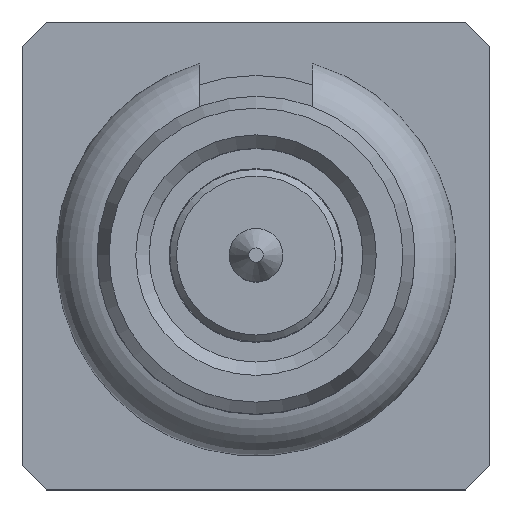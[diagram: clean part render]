
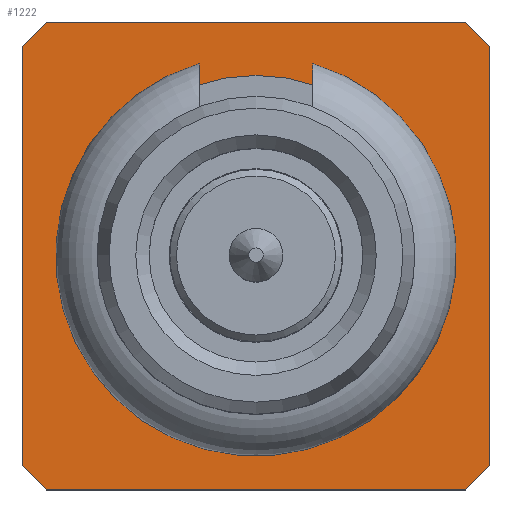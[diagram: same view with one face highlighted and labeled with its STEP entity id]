
A CAD part, top view. The second image highlights one B-rep face of the part: STEP entity #1222.
In plain terms, the highlighted planar face has unit normal (0, 0, 1).
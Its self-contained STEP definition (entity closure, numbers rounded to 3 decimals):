
#50=LINE('',#1682,#126);
#54=LINE('',#1690,#130);
#56=LINE('',#1696,#132);
#57=LINE('',#1698,#133);
#58=LINE('',#1700,#134);
#59=LINE('',#1701,#135);
#60=LINE('',#1703,#136);
#61=LINE('',#1705,#137);
#126=VECTOR('',#1416,1000.);
#130=VECTOR('',#1422,1000.);
#132=VECTOR('',#1428,1000.);
#133=VECTOR('',#1429,1000.);
#134=VECTOR('',#1430,1000.);
#135=VECTOR('',#1431,1000.);
#136=VECTOR('',#1432,1000.);
#137=VECTOR('',#1433,1000.);
#237=ORIENTED_EDGE('',*,*,#444,.T.);
#238=ORIENTED_EDGE('',*,*,#442,.F.);
#239=ORIENTED_EDGE('',*,*,#445,.T.);
#240=ORIENTED_EDGE('',*,*,#446,.T.);
#241=ORIENTED_EDGE('',*,*,#447,.T.);
#242=ORIENTED_EDGE('',*,*,#438,.T.);
#243=ORIENTED_EDGE('',*,*,#448,.T.);
#244=ORIENTED_EDGE('',*,*,#449,.F.);
#245=ORIENTED_EDGE('',*,*,#450,.T.);
#438=EDGE_CURVE('',#545,#546,#50,.T.);
#442=EDGE_CURVE('',#547,#548,#54,.T.);
#444=EDGE_CURVE('',#549,#549,#600,.T.);
#445=EDGE_CURVE('',#547,#550,#56,.T.);
#446=EDGE_CURVE('',#550,#551,#57,.T.);
#447=EDGE_CURVE('',#551,#545,#58,.T.);
#448=EDGE_CURVE('',#546,#552,#59,.F.);
#449=EDGE_CURVE('',#553,#552,#60,.T.);
#450=EDGE_CURVE('',#553,#548,#61,.F.);
#545=VERTEX_POINT('',#1683);
#546=VERTEX_POINT('',#1684);
#547=VERTEX_POINT('',#1689);
#548=VERTEX_POINT('',#1691);
#549=VERTEX_POINT('',#1695);
#550=VERTEX_POINT('',#1697);
#551=VERTEX_POINT('',#1699);
#552=VERTEX_POINT('',#1702);
#553=VERTEX_POINT('',#1704);
#600=CIRCLE('',#1294,1.35);
#639=EDGE_LOOP('',(#237));
#640=EDGE_LOOP('',(#238,#239,#240,#241,#242,#243,#244,#245));
#725=FACE_BOUND('',#639,.T.);
#726=FACE_BOUND('',#640,.T.);
#799=PLANE('',#1293);
#1222=ADVANCED_FACE('',(#725,#726),#799,.T.);
#1293=AXIS2_PLACEMENT_3D('',#1693,#1424,#1425);
#1294=AXIS2_PLACEMENT_3D('',#1694,#1426,#1427);
#1416=DIRECTION('',(0.,1.,0.));
#1422=DIRECTION('',(0.,1.,0.));
#1424=DIRECTION('',(0.,0.,1.));
#1425=DIRECTION('',(1.,0.,0.));
#1426=DIRECTION('',(0.,0.,-1.));
#1427=DIRECTION('',(0.,1.,0.));
#1428=DIRECTION('',(0.707,-0.707,0.));
#1429=DIRECTION('',(1.,0.,0.));
#1430=DIRECTION('',(0.707,0.707,0.));
#1431=DIRECTION('',(0.707,-0.707,0.));
#1432=DIRECTION('',(1.,0.,0.));
#1433=DIRECTION('',(0.707,0.707,0.));
#1682=CARTESIAN_POINT('',(1.75,-1.75,0.85));
#1683=CARTESIAN_POINT('',(1.75,-1.57,0.85));
#1684=CARTESIAN_POINT('',(1.75,1.57,0.85));
#1689=CARTESIAN_POINT('',(-1.75,-1.57,0.85));
#1690=CARTESIAN_POINT('',(-1.75,-1.75,0.85));
#1691=CARTESIAN_POINT('',(-1.75,1.57,0.85));
#1693=CARTESIAN_POINT('',(-1.75,-1.75,0.85));
#1694=CARTESIAN_POINT('',(0.,0.,0.85));
#1695=CARTESIAN_POINT('',(0.,1.35,0.85));
#1696=CARTESIAN_POINT('',(-1.66,-1.66,0.85));
#1697=CARTESIAN_POINT('',(-1.57,-1.75,0.85));
#1698=CARTESIAN_POINT('',(-1.75,-1.75,0.85));
#1699=CARTESIAN_POINT('',(1.57,-1.75,0.85));
#1700=CARTESIAN_POINT('',(-0.09,-3.41,0.85));
#1701=CARTESIAN_POINT('',(1.66,1.66,0.85));
#1702=CARTESIAN_POINT('',(1.57,1.75,0.85));
#1703=CARTESIAN_POINT('',(-1.75,1.75,0.85));
#1704=CARTESIAN_POINT('',(-1.57,1.75,0.85));
#1705=CARTESIAN_POINT('',(-3.41,-0.09,0.85));
